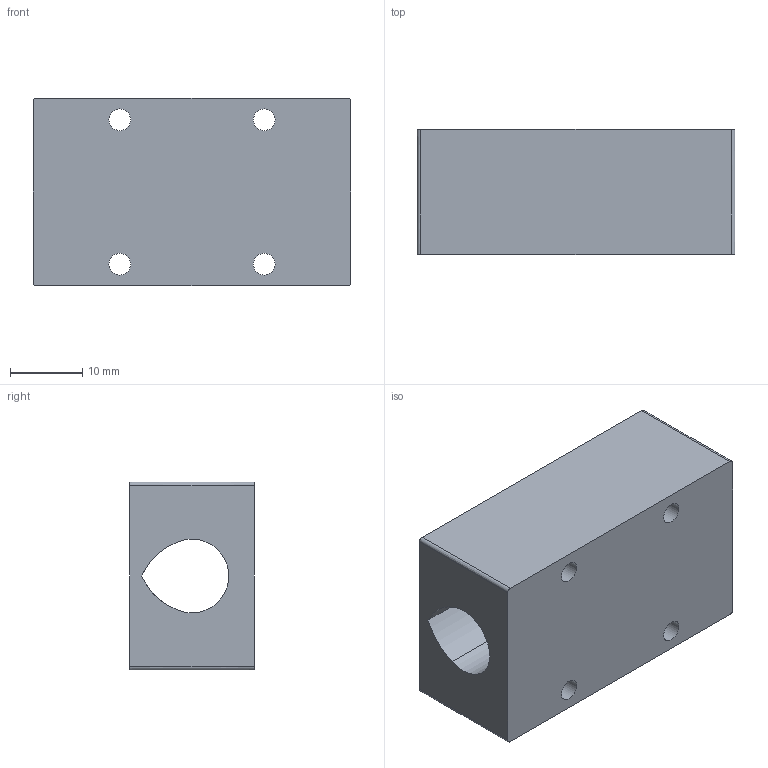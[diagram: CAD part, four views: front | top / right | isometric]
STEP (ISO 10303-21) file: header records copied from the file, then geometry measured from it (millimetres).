
FILE_DESCRIPTION(/* description */ (''),/* implementation_level */ '2;1');
FILE_NAME(/* name */ 'Carriage v2.step',/* time_stamp */ '2019-03-03T17:50:26+01:00',/* author */ ('emytass'),/* organization */ (''),/* preprocessor_version */ 'ST-DEVELOPER v17.2',/* originating_system */ 'Autodesk Translation Framework v7.6.0.251',/* authorisation */ '');
FILE_SCHEMA (('AUTOMOTIVE_DESIGN { 1 0 10303 214 3 1 1 }'));
Length unit declared in the file: millimetre
Products named in the file (1): Carriage
Bounding box: 44.03 x 17.3 x 26 mm (x, y, z)
Volume: 12522 mm3; surface area: 6691.8 mm2
Topology: 1 solids, 1 shells, 25 faces, 66 edges, 44 vertices
Faces by surface type: plane 10, bspline 8, cylinder 7
Full cylindrical faces by diameter (mm): 3 x4
Entity records: 1269 total; most frequent: CARTESIAN_POINT 632, ORIENTED_EDGE 132, DIRECTION 100, EDGE_CURVE 66, VERTEX_POINT 44, EDGE_LOOP 38, LINE 36, VECTOR 36
